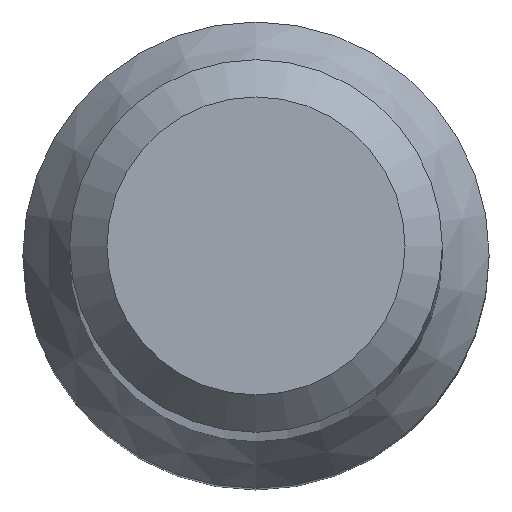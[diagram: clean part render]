
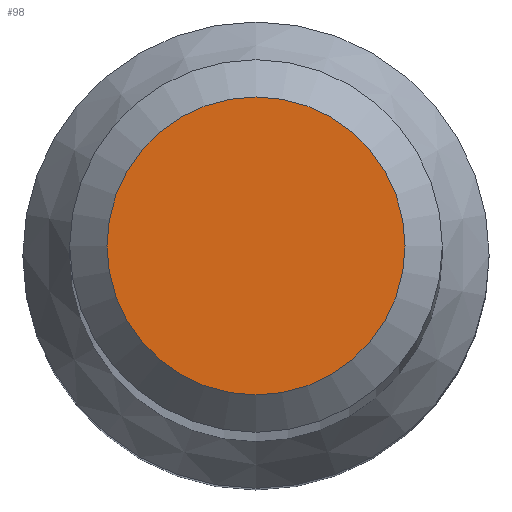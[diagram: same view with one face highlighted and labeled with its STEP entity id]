
A CAD part, top view. The second image highlights one B-rep face of the part: STEP entity #98.
In plain terms, the highlighted planar face has unit normal (0, 0, 1).
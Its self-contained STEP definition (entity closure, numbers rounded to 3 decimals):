
#17 = EDGE_CURVE ( 'NONE', #167, #167, #157, .T. ) ;
#29 = DIRECTION ( 'NONE',  ( 0., 1., 0. ) ) ;
#36 = PLANE ( 'NONE',  #97 ) ;
#40 = CARTESIAN_POINT ( 'NONE',  ( 0., 0., 101. ) ) ;
#71 = EDGE_LOOP ( 'NONE', ( #134 ) ) ;
#83 = CARTESIAN_POINT ( 'NONE',  ( 0., 0., 101. ) ) ;
#97 = AXIS2_PLACEMENT_3D ( 'NONE', #40, #152, #135 ) ;
#98 = ADVANCED_FACE ( 'NONE', ( #210 ), #36, .F. ) ;
#134 = ORIENTED_EDGE ( 'NONE', *, *, #17, .F. ) ;
#135 = DIRECTION ( 'NONE',  ( 0., 1., 0. ) ) ;
#152 = DIRECTION ( 'NONE',  ( 0., 0., -1. ) ) ;
#157 = CIRCLE ( 'NONE', #224, 2.4 ) ;
#167 = VERTEX_POINT ( 'NONE', #240 ) ;
#210 = FACE_OUTER_BOUND ( 'NONE', #71, .T. ) ;
#224 = AXIS2_PLACEMENT_3D ( 'NONE', #83, #238, #29 ) ;
#238 = DIRECTION ( 'NONE',  ( 0., 0., -1. ) ) ;
#240 = CARTESIAN_POINT ( 'NONE',  ( 0., 2.4, 101. ) ) ;
